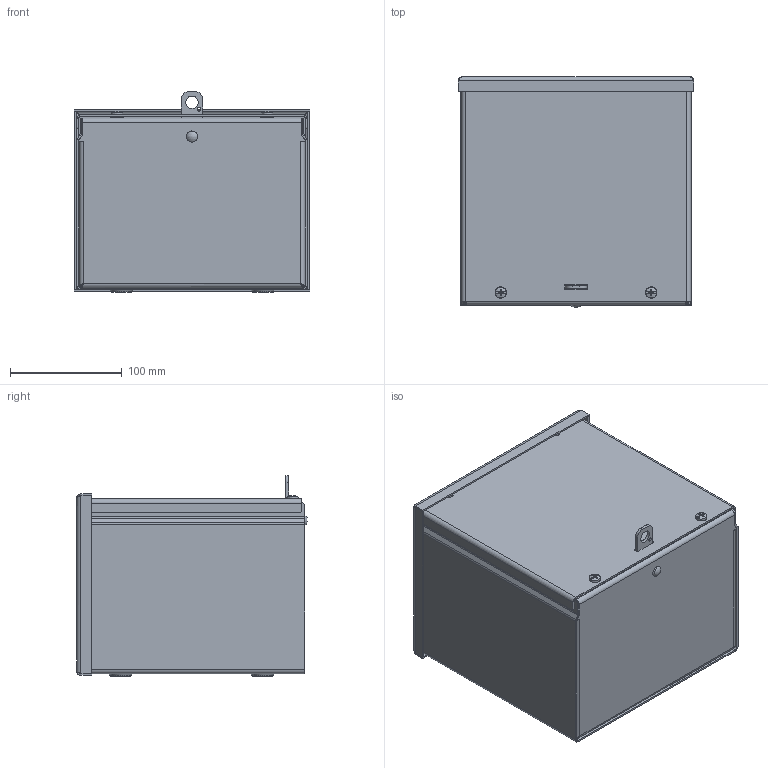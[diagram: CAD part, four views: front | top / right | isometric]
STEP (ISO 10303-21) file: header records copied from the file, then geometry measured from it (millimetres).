
FILE_DESCRIPTION(/* description */ ('RSC, S.S., NK, BACK-LEFT-RIGHT, 8X8X6'),/* implementation_level */ '2;1');
FILE_NAME(/* name */ 'RSC080806NKSS.stp',/* time_stamp */ '2017-10-17T06:42:10-05:00',/* author */ ('jkolesa'),/* organization */ (''),/* preprocessor_version */ 'ST-DEVELOPER v16.1',/* originating_system */ 'Autodesk Inventor 2016',/* authorisation */ '');
FILE_SCHEMA (('AUTOMOTIVE_DESIGN { 1 0 10303 214 3 1 1 }'));
Length unit declared in the file: inch
Products named in the file (10): RSC080806NKSSBLR; RSC0806NKSSBTM; RSC0806NKSSCAP; RSC0808NKSSLID; 34984; 37210; 39077; HFW384002; HFW369104; RSC080806NKSS
Assembly tree (12 placements, depth 2):
  RSC080806NKSS
    RSC080806NKSSBLR
    RSC0806NKSSBTM
    RSC0806NKSSCAP
    RSC0808NKSSLID
    34984  x2
    37210  x2
    39077  x2
    HFW384002
    HFW369104
Bounding box: 210.78 x 206.94 x 179.92 mm (x, y, z)
Volume: 348610 mm3; surface area: 471005.2 mm2
Topology: 12 solids, 12 shells, 417 faces, 953 edges, 574 vertices
Faces by surface type: plane 239, cylinder 93, cone 34, torus 29, bspline 17, sphere 5
Full cylindrical faces by diameter (mm): 3.175 x1, 3.962 x2, 4.255 x2, 4.762 x1, 4.978 x2, 5.029 x1, 5.105 x1, 6.299 x2, 6.35 x4, 6.528 x2, 7.061 x2, 7.144 x4, 10.312 x2, 11.112 x1, 11.506 x2
Entity records: 10068 total; most frequent: CARTESIAN_POINT 2214, DIRECTION 1562, ORIENTED_EDGE 1418, EDGE_CURVE 709, AXIS2_PLACEMENT_3D 566, VERTEX_POINT 448, EDGE_LOOP 439, LINE 430
